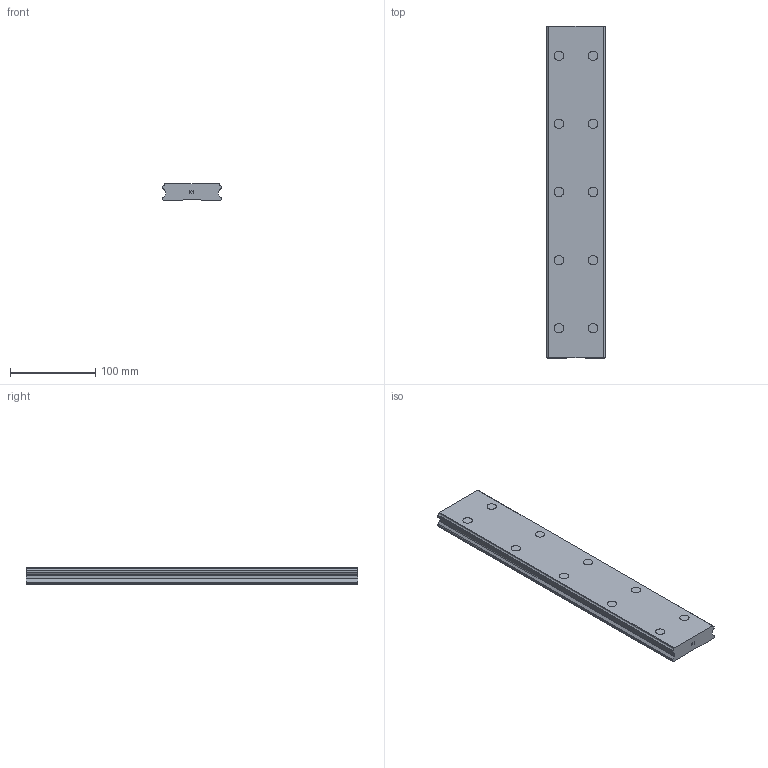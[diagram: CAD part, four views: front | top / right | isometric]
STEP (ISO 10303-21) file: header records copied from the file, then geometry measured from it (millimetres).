
FILE_DESCRIPTION(('STEP AP214'),'1');
FILE_NAME('cctmp_CFA9BFB4-58EC-44B0-997E-26E3D9DFABBE_2021_03_09_09_00_48_0601..stp','2021-03-09T08:00:48',('HIWIN GmbH'),('CADClick - www.CADClick.com'),'Spatial InterOp 3D',' ','unknown authorization');
FILE_SCHEMA(('AUTOMOTIVE_DESIGN'));
Length unit declared in the file: millimetre
Products named in the file (1): WER35R390H_FILE
Bounding box: 69 x 390 x 19 mm (x, y, z)
Volume: 470341.9 mm3; surface area: 78296.2 mm2
Topology: 1 solids, 1 shells, 193 faces, 471 edges, 314 vertices
Faces by surface type: plane 115, cylinder 78
Entity records: 7269 total; most frequent: DIRECTION 1015, CARTESIAN_POINT 979, ORIENTED_EDGE 942, EDGE_CURVE 471, AXIS2_PLACEMENT_3D 350, LINE 315, VECTOR 315, VERTEX_POINT 314
